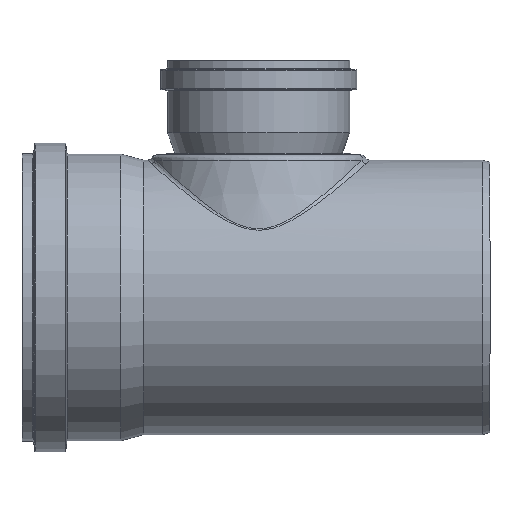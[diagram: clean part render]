
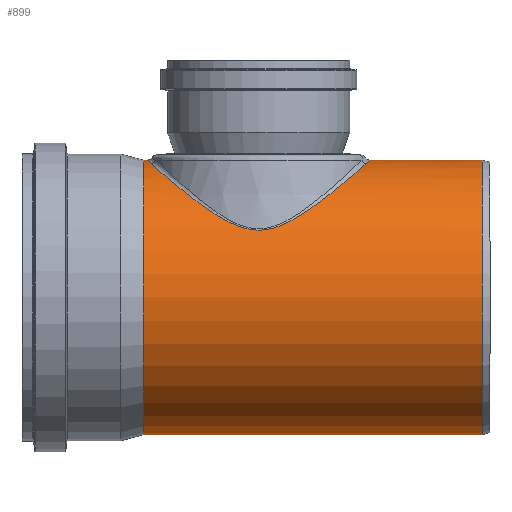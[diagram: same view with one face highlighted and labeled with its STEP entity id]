
A CAD part, left-side view. The second image highlights one B-rep face of the part: STEP entity #899.
In plain terms, the highlighted cylindrical face has radius 157.8 mm (diameter 315.6 mm), a full revolution.
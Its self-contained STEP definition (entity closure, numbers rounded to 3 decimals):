
#48=CYLINDRICAL_SURFACE('',#989,157.8);
#89=FACE_BOUND('',#282,.T.);
#90=FACE_BOUND('',#283,.T.);
#197=FACE_OUTER_BOUND('',#281,.T.);
#281=EDGE_LOOP('',(#727));
#282=EDGE_LOOP('',(#728));
#283=EDGE_LOOP('',(#729,#730,#731,#732));
#435=B_SPLINE_CURVE_WITH_KNOTS('',3,(#1610,#1611,#1612,#1613,#1614,#1615,
#1616,#1617,#1618,#1619,#1620,#1621,#1622,#1623,#1624,#1625,#1626,#1627,
#1628,#1629,#1630,#1631,#1632,#1633,#1634),.UNSPECIFIED.,.F.,.F.,(4,1,1,
1,1,1,1,1,1,1,1,1,1,1,1,1,1,1,1,1,1,1,4),(-38.535,-37.847,
-35.783,-33.03,-30.278,-27.525,
-25.461,-24.773,-23.396,-22.02,
-20.873,-20.185,-19.268,-18.35,
-16.515,-15.139,-14.68,-12.845,
-11.01,-8.258,-5.505,-2.753,
0.),.UNSPECIFIED.);
#437=B_SPLINE_CURVE_WITH_KNOTS('',3,(#1791,#1792,#1793,#1794,#1795,#1796,
#1797,#1798,#1799,#1800,#1801,#1802,#1803,#1804,#1805,#1806,#1807,#1808,
#1809,#1810,#1811,#1812,#1813,#1814,#1815),.UNSPECIFIED.,.F.,.F.,(4,1,1,
1,1,1,1,1,1,1,1,1,1,1,1,1,1,1,1,1,1,1,4),(-38.535,-37.847,
-35.783,-33.03,-30.278,-27.525,
-25.461,-24.773,-23.396,-22.02,
-20.873,-20.185,-19.268,-18.35,
-16.515,-15.139,-14.68,-12.845,-11.01,
-8.258,-5.505,-2.753,0.),.UNSPECIFIED.);
#439=B_SPLINE_CURVE_WITH_KNOTS('',3,(#1878,#1879,#1880,#1881,#1882,#1883,
#1884),.UNSPECIFIED.,.F.,.F.,(4,1,1,1,4),(-7.458,-5.327,
-3.196,-2.131,0.),.UNSPECIFIED.);
#441=B_SPLINE_CURVE_WITH_KNOTS('',3,(#1927,#1928,#1929,#1930,#1931,#1932,
#1933),.UNSPECIFIED.,.F.,.F.,(4,1,1,1,4),(-7.458,-6.392,
-4.262,-2.131,0.),.UNSPECIFIED.);
#452=CIRCLE('',#990,157.8);
#453=CIRCLE('',#991,157.8);
#528=VERTEX_POINT('',#1607);
#529=VERTEX_POINT('',#1609);
#532=VERTEX_POINT('',#1788);
#533=VERTEX_POINT('',#1790);
#536=VERTEX_POINT('',#1948);
#537=VERTEX_POINT('',#1950);
#613=EDGE_CURVE('',#528,#529,#435,.T.);
#617=EDGE_CURVE('',#532,#533,#437,.T.);
#620=EDGE_CURVE('',#533,#528,#439,.T.);
#622=EDGE_CURVE('',#529,#532,#441,.T.);
#627=EDGE_CURVE('',#536,#536,#452,.T.);
#628=EDGE_CURVE('',#537,#537,#453,.T.);
#727=ORIENTED_EDGE('',*,*,#627,.T.);
#728=ORIENTED_EDGE('',*,*,#628,.F.);
#729=ORIENTED_EDGE('',*,*,#617,.F.);
#730=ORIENTED_EDGE('',*,*,#622,.F.);
#731=ORIENTED_EDGE('',*,*,#613,.F.);
#732=ORIENTED_EDGE('',*,*,#620,.F.);
#899=ADVANCED_FACE('',(#197,#89,#90),#48,.T.);
#989=AXIS2_PLACEMENT_3D('',#1947,#1166,#1167);
#990=AXIS2_PLACEMENT_3D('',#1949,#1168,#1169);
#991=AXIS2_PLACEMENT_3D('',#1951,#1170,#1171);
#1166=DIRECTION('center_axis',(0.,1.,0.));
#1167=DIRECTION('ref_axis',(1.,0.,0.));
#1168=DIRECTION('center_axis',(0.,1.,0.));
#1169=DIRECTION('ref_axis',(1.,0.,0.));
#1170=DIRECTION('center_axis',(0.,1.,0.));
#1171=DIRECTION('ref_axis',(1.,0.,0.));
#1607=CARTESIAN_POINT('',(35.557,-255.778,153.742));
#1609=CARTESIAN_POINT('',(35.557,-8.591,153.742));
#1610=CARTESIAN_POINT('Ctrl Pts',(35.557,-255.778,153.742));
#1611=CARTESIAN_POINT('Ctrl Pts',(37.658,-255.221,153.256));
#1612=CARTESIAN_POINT('Ctrl Pts',(45.983,-252.803,151.149));
#1613=CARTESIAN_POINT('Ctrl Pts',(61.854,-246.529,145.71));
#1614=CARTESIAN_POINT('Ctrl Pts',(81.374,-234.991,135.852));
#1615=CARTESIAN_POINT('Ctrl Pts',(99.531,-219.568,123.069));
#1616=CARTESIAN_POINT('Ctrl Pts',(113.286,-203.312,110.293));
#1617=CARTESIAN_POINT('Ctrl Pts',(121.469,-190.197,100.866));
#1618=CARTESIAN_POINT('Ctrl Pts',(126.785,-179.729,94.024));
#1619=CARTESIAN_POINT('Ctrl Pts',(130.682,-170.577,88.556));
#1620=CARTESIAN_POINT('Ctrl Pts',(134.196,-159.413,83.081));
#1621=CARTESIAN_POINT('Ctrl Pts',(136.24,-149.502,79.634));
#1622=CARTESIAN_POINT('Ctrl Pts',(137.321,-140.585,77.746));
#1623=CARTESIAN_POINT('Ctrl Pts',(137.698,-132.182,77.071));
#1624=CARTESIAN_POINT('Ctrl Pts',(137.147,-119.932,78.057));
#1625=CARTESIAN_POINT('Ctrl Pts',(134.811,-106.902,82.122));
#1626=CARTESIAN_POINT('Ctrl Pts',(131.506,-96.411,87.272));
#1627=CARTESIAN_POINT('Ctrl Pts',(127.633,-86.407,92.878));
#1628=CARTESIAN_POINT('Ctrl Pts',(122.515,-75.794,99.696));
#1629=CARTESIAN_POINT('Ctrl Pts',(112.865,-60.557,110.682));
#1630=CARTESIAN_POINT('Ctrl Pts',(99.53,-44.802,123.071));
#1631=CARTESIAN_POINT('Ctrl Pts',(81.373,-29.378,135.851));
#1632=CARTESIAN_POINT('Ctrl Pts',(60.081,-16.791,146.608));
#1633=CARTESIAN_POINT('Ctrl Pts',(43.962,-10.82,151.798));
#1634=CARTESIAN_POINT('Ctrl Pts',(35.557,-8.591,153.742));
#1788=CARTESIAN_POINT('',(-35.557,-8.591,153.742));
#1790=CARTESIAN_POINT('',(-35.557,-255.778,153.742));
#1791=CARTESIAN_POINT('Ctrl Pts',(-35.557,-8.591,153.742));
#1792=CARTESIAN_POINT('Ctrl Pts',(-37.658,-9.149,153.256));
#1793=CARTESIAN_POINT('Ctrl Pts',(-45.983,-11.567,151.149));
#1794=CARTESIAN_POINT('Ctrl Pts',(-61.854,-17.84,145.71));
#1795=CARTESIAN_POINT('Ctrl Pts',(-81.374,-29.379,135.852));
#1796=CARTESIAN_POINT('Ctrl Pts',(-99.531,-44.801,123.069));
#1797=CARTESIAN_POINT('Ctrl Pts',(-113.286,-61.057,110.293));
#1798=CARTESIAN_POINT('Ctrl Pts',(-121.469,-74.173,100.866));
#1799=CARTESIAN_POINT('Ctrl Pts',(-126.785,-84.641,94.024));
#1800=CARTESIAN_POINT('Ctrl Pts',(-130.682,-93.793,88.556));
#1801=CARTESIAN_POINT('Ctrl Pts',(-134.196,-104.957,83.081));
#1802=CARTESIAN_POINT('Ctrl Pts',(-136.24,-114.868,79.634));
#1803=CARTESIAN_POINT('Ctrl Pts',(-137.321,-123.785,77.746));
#1804=CARTESIAN_POINT('Ctrl Pts',(-137.698,-132.187,77.071));
#1805=CARTESIAN_POINT('Ctrl Pts',(-137.147,-144.437,78.057));
#1806=CARTESIAN_POINT('Ctrl Pts',(-134.811,-157.467,82.122));
#1807=CARTESIAN_POINT('Ctrl Pts',(-131.506,-167.958,87.272));
#1808=CARTESIAN_POINT('Ctrl Pts',(-127.633,-177.963,92.878));
#1809=CARTESIAN_POINT('Ctrl Pts',(-122.515,-188.576,99.696));
#1810=CARTESIAN_POINT('Ctrl Pts',(-112.865,-203.812,110.682));
#1811=CARTESIAN_POINT('Ctrl Pts',(-99.53,-219.568,123.071));
#1812=CARTESIAN_POINT('Ctrl Pts',(-81.373,-234.991,135.851));
#1813=CARTESIAN_POINT('Ctrl Pts',(-60.081,-247.579,146.608));
#1814=CARTESIAN_POINT('Ctrl Pts',(-43.962,-253.549,151.798));
#1815=CARTESIAN_POINT('Ctrl Pts',(-35.557,-255.778,153.742));
#1878=CARTESIAN_POINT('Ctrl Pts',(-35.557,-255.778,153.742));
#1879=CARTESIAN_POINT('Ctrl Pts',(-29.051,-257.503,155.247));
#1880=CARTESIAN_POINT('Ctrl Pts',(-15.52,-259.424,157.49));
#1881=CARTESIAN_POINT('Ctrl Pts',(1.735,-259.762,158.052));
#1882=CARTESIAN_POINT('Ctrl Pts',(18.903,-258.966,156.929));
#1883=CARTESIAN_POINT('Ctrl Pts',(29.051,-257.503,155.247));
#1884=CARTESIAN_POINT('Ctrl Pts',(35.557,-255.778,153.742));
#1927=CARTESIAN_POINT('Ctrl Pts',(35.557,-8.591,153.742));
#1928=CARTESIAN_POINT('Ctrl Pts',(32.304,-7.729,154.494));
#1929=CARTESIAN_POINT('Ctrl Pts',(22.336,-5.709,156.473));
#1930=CARTESIAN_POINT('Ctrl Pts',(5.179,-4.544,158.168));
#1931=CARTESIAN_POINT('Ctrl Pts',(-15.517,-4.944,157.489));
#1932=CARTESIAN_POINT('Ctrl Pts',(-29.051,-6.866,155.247));
#1933=CARTESIAN_POINT('Ctrl Pts',(-35.557,-8.591,153.742));
#1947=CARTESIAN_POINT('Origin',(0.,-194.592,
0.));
#1948=CARTESIAN_POINT('',(157.8,-389.185,0.));
#1949=CARTESIAN_POINT('Origin',(0.,-389.185,
0.));
#1950=CARTESIAN_POINT('',(157.8,0.,0.));
#1951=CARTESIAN_POINT('Origin',(0.,0.,
0.));
